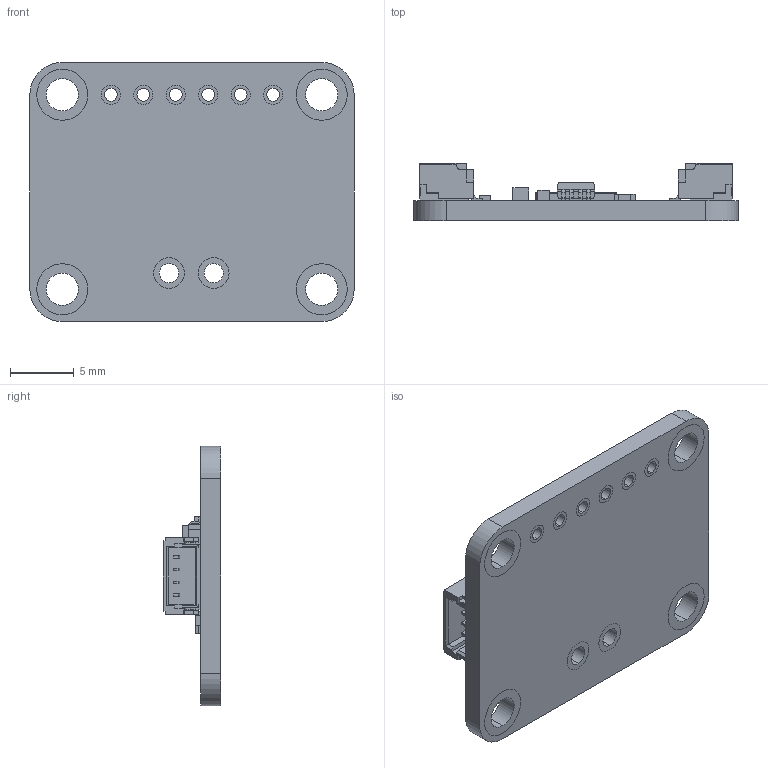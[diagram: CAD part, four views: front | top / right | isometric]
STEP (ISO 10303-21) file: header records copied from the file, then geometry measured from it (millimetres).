
FILE_DESCRIPTION (( 'STEP AP214' ), '1' );
FILE_NAME ('904.STEP', '2023-11-08T05:40:15', ( '' ), ( '' ), 'SwSTEP 2.0', 'SolidWorks 2017', '' );
FILE_SCHEMA (( 'AUTOMOTIVE_DESIGN' ));
Length unit declared in the file: millimetre
Products named in the file (4): INA219BIDCNT_INA219BIDCNT1; 904; SM04B-SRSS-TB(LF)(SN); 904_904
Assembly tree (4 placements, depth 2):
  904
    904_904
    INA219BIDCNT_INA219BIDCNT1
    SM04B-SRSS-TB(LF)(SN)  x2
Bounding box: 25.4 x 4.52 x 20.32 mm (x, y, z)
Volume: 864.1 mm3; surface area: 2069.2 mm2
Topology: 60 solids, 60 shells, 875 faces, 2252 edges, 1492 vertices
Faces by surface type: plane 683, cylinder 192
Entity records: 19796 total; most frequent: CARTESIAN_POINT 3327, DIRECTION 3218, ORIENTED_EDGE 3216, EDGE_CURVE 1608, LINE 1304, VECTOR 1304, VERTEX_POINT 1066, AXIS2_PLACEMENT_3D 957
